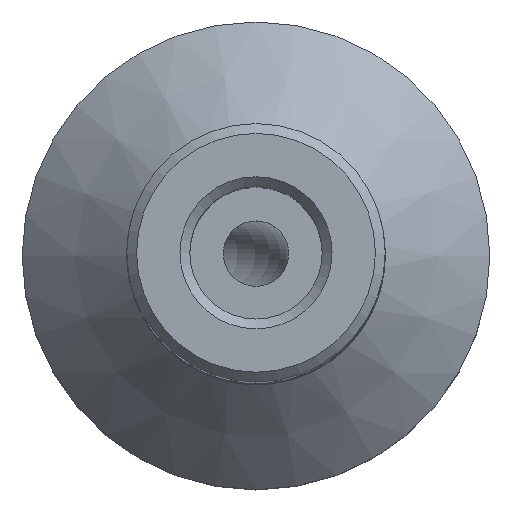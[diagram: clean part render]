
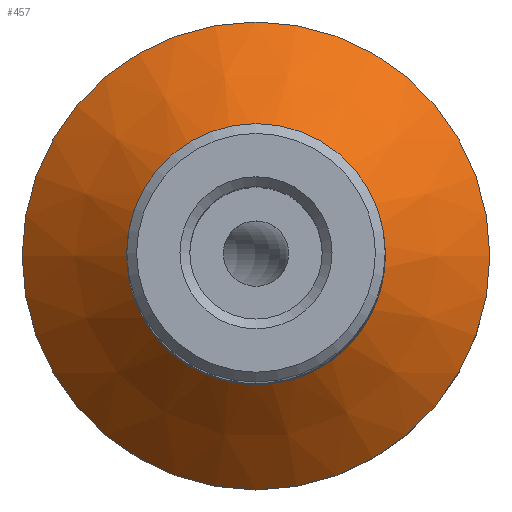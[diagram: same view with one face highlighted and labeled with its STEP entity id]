
A CAD part, top view. The second image highlights one B-rep face of the part: STEP entity #457.
In plain terms, the highlighted conical face has half-angle 45 degrees and reference radius 0.3 mm.
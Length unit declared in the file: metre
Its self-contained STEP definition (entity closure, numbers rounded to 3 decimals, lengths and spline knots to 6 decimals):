
#24=CONICAL_SURFACE('',#509,0.0003,0.785);
#135=ORIENTED_EDGE('',*,*,#249,.F.);
#136=ORIENTED_EDGE('',*,*,#247,.F.);
#247=EDGE_CURVE('',#308,#308,#340,.F.);
#249=EDGE_CURVE('',#310,#310,#342,.F.);
#308=VERTEX_POINT('',#1592);
#310=VERTEX_POINT('',#1597);
#340=CIRCLE('',#503,0.0079);
#342=CIRCLE('',#506,0.0143);
#359=EDGE_LOOP('',(#135));
#360=EDGE_LOOP('',(#136));
#407=FACE_BOUND('',#359,.T.);
#408=FACE_BOUND('',#360,.T.);
#457=ADVANCED_FACE('',(#407,#408),#24,.T.);
#503=AXIS2_PLACEMENT_3D('',#1591,#557,#558);
#506=AXIS2_PLACEMENT_3D('',#1596,#563,#564);
#509=AXIS2_PLACEMENT_3D('',#1613,#575,#576);
#557=DIRECTION('',(0.,0.,-1.));
#558=DIRECTION('',(-1.,0.,0.));
#563=DIRECTION('',(0.,0.,1.));
#564=DIRECTION('',(1.,0.,0.));
#575=DIRECTION('',(0.,0.,-1.));
#576=DIRECTION('',(-1.,0.,0.));
#1591=CARTESIAN_POINT('',(0.,0.,0.0174));
#1592=CARTESIAN_POINT('',(-0.0079,0.,0.0174));
#1596=CARTESIAN_POINT('',(0.,0.,0.011));
#1597=CARTESIAN_POINT('',(0.0143,0.,0.011));
#1613=CARTESIAN_POINT('',(0.,0.,0.025));
